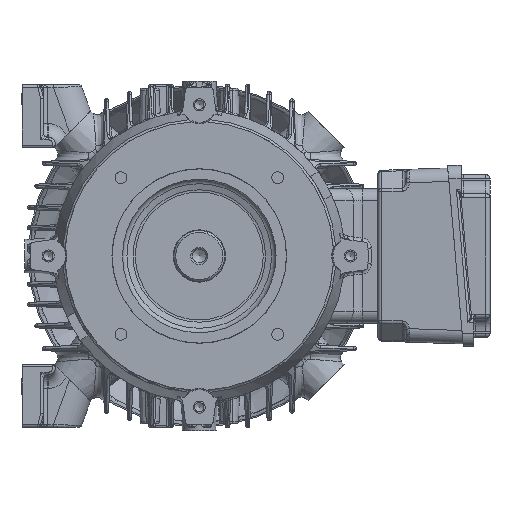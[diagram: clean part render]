
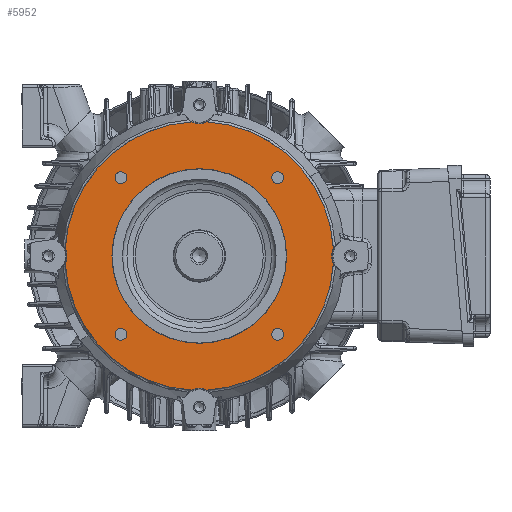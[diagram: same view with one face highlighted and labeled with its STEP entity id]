
A CAD part, left-side view. The second image highlights one B-rep face of the part: STEP entity #5952.
In plain terms, the highlighted planar face has unit normal (-1, 0, 0).
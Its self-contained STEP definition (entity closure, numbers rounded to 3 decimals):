
#5952 = ADVANCED_FACE( '', ( #13961, #13962, #13963, #13964, #13965, #13966 ), #13967, .T. );
#13961 = FACE_BOUND( '', #63563, .T. );
#13962 = FACE_BOUND( '', #63564, .T. );
#13963 = FACE_BOUND( '', #63565, .T. );
#13964 = FACE_BOUND( '', #63566, .T. );
#13965 = FACE_BOUND( '', #63567, .T. );
#13966 = FACE_OUTER_BOUND( '', #63568, .T. );
#13967 = PLANE( '', #63569 );
#63563 = EDGE_LOOP( '', ( #139333 ) );
#63564 = EDGE_LOOP( '', ( #139334 ) );
#63565 = EDGE_LOOP( '', ( #139335 ) );
#63566 = EDGE_LOOP( '', ( #139336 ) );
#63567 = EDGE_LOOP( '', ( #139337 ) );
#63568 = EDGE_LOOP( '', ( #139338, #139339, #139340, #139341, #139342, #139343, #139344, #139345 ) );
#63569 = AXIS2_PLACEMENT_3D( '', #139346, #139347, #139348 );
#139333 = ORIENTED_EDGE( '', *, *, #158159, .T. );
#139334 = ORIENTED_EDGE( '', *, *, #160563, .T. );
#139335 = ORIENTED_EDGE( '', *, *, #160564, .T. );
#139336 = ORIENTED_EDGE( '', *, *, #156050, .T. );
#139337 = ORIENTED_EDGE( '', *, *, #160565, .F. );
#139338 = ORIENTED_EDGE( '', *, *, #160566, .T. );
#139339 = ORIENTED_EDGE( '', *, *, #160208, .T. );
#139340 = ORIENTED_EDGE( '', *, *, #160567, .T. );
#139341 = ORIENTED_EDGE( '', *, *, #160568, .T. );
#139342 = ORIENTED_EDGE( '', *, *, #155526, .T. );
#139343 = ORIENTED_EDGE( '', *, *, #159358, .T. );
#139344 = ORIENTED_EDGE( '', *, *, #160569, .T. );
#139345 = ORIENTED_EDGE( '', *, *, #155743, .T. );
#139346 = CARTESIAN_POINT( '', ( -178., 65., 0. ) );
#139347 = DIRECTION( '', ( -1., 0., 0. ) );
#139348 = DIRECTION( '', ( 0., -1., 0. ) );
#155526 = EDGE_CURVE( '', #167269, #167270, #167271, .F. );
#155743 = EDGE_CURVE( '', #167647, #167644, #167648, .T. );
#156050 = EDGE_CURVE( '', #168174, #168174, #168175, .T. );
#158159 = EDGE_CURVE( '', #171587, #171587, #171588, .T. );
#159358 = EDGE_CURVE( '', #167270, #173351, #173354, .T. );
#160208 = EDGE_CURVE( '', #174550, #174548, #174551, .T. );
#160563 = EDGE_CURVE( '', #175038, #175038, #175039, .T. );
#160564 = EDGE_CURVE( '', #175040, #175040, #175041, .T. );
#160565 = EDGE_CURVE( '', #175042, #175042, #175043, .T. );
#160566 = EDGE_CURVE( '', #167644, #174550, #175044, .F. );
#160567 = EDGE_CURVE( '', #174548, #175045, #175046, .F. );
#160568 = EDGE_CURVE( '', #175045, #167269, #175047, .T. );
#160569 = EDGE_CURVE( '', #173351, #167647, #175048, .F. );
#167269 = VERTEX_POINT( '', #188028 );
#167270 = VERTEX_POINT( '', #188029 );
#167271 = CIRCLE( '', #188030, 13.996 );
#167644 = VERTEX_POINT( '', #189367 );
#167647 = VERTEX_POINT( '', #189373 );
#167648 = CIRCLE( '', #189374, 100. );
#168174 = VERTEX_POINT( '', #191819 );
#168175 = CIRCLE( '', #191820, 4.391 );
#171587 = VERTEX_POINT( '', #206176 );
#171588 = CIRCLE( '', #206177, 4.391 );
#173351 = VERTEX_POINT( '', #213984 );
#173354 = CIRCLE( '', #213990, 100. );
#174548 = VERTEX_POINT( '', #220052 );
#174550 = VERTEX_POINT( '', #220057 );
#174551 = CIRCLE( '', #220058, 100. );
#175038 = VERTEX_POINT( '', #221814 );
#175039 = CIRCLE( '', #221815, 4.391 );
#175040 = VERTEX_POINT( '', #221816 );
#175041 = CIRCLE( '', #221817, 4.391 );
#175042 = VERTEX_POINT( '', #221818 );
#175043 = CIRCLE( '', #221819, 65. );
#175044 = CIRCLE( '', #221820, 13.996 );
#175045 = VERTEX_POINT( '', #221821 );
#175046 = CIRCLE( '', #221822, 13.996 );
#175047 = CIRCLE( '', #221823, 100. );
#175048 = CIRCLE( '', #221824, 13.996 );
#188028 = CARTESIAN_POINT( '', ( -178., 5.933, -99.824 ) );
#188029 = CARTESIAN_POINT( '', ( -178., -5.933, -99.824 ) );
#188030 = AXIS2_PLACEMENT_3D( '', #247405, #247406, #247407 );
#189367 = CARTESIAN_POINT( '', ( -178., -5.933, 99.824 ) );
#189373 = CARTESIAN_POINT( '', ( -178., -99.824, 5.933 ) );
#189374 = AXIS2_PLACEMENT_3D( '', #247685, #247686, #247687 );
#191819 = CARTESIAN_POINT( '', ( -178., 62.727, -58.336 ) );
#191820 = AXIS2_PLACEMENT_3D( '', #248059, #248060, #248061 );
#206176 = CARTESIAN_POINT( '', ( -178., -58.336, -62.727 ) );
#206177 = AXIS2_PLACEMENT_3D( '', #250712, #250713, #250714 );
#213984 = CARTESIAN_POINT( '', ( -178., -99.824, -5.933 ) );
#213990 = AXIS2_PLACEMENT_3D( '', #252176, #252177, #252178 );
#220052 = CARTESIAN_POINT( '', ( -178., 99.824, 5.933 ) );
#220057 = CARTESIAN_POINT( '', ( -178., 5.933, 99.824 ) );
#220058 = AXIS2_PLACEMENT_3D( '', #253173, #253174, #253175 );
#221814 = CARTESIAN_POINT( '', ( -178., -62.727, 58.336 ) );
#221815 = AXIS2_PLACEMENT_3D( '', #253612, #253613, #253614 );
#221816 = CARTESIAN_POINT( '', ( -178., 58.336, 62.727 ) );
#221817 = AXIS2_PLACEMENT_3D( '', #253615, #253616, #253617 );
#221818 = CARTESIAN_POINT( '', ( -178., -65., 0. ) );
#221819 = AXIS2_PLACEMENT_3D( '', #253618, #253619, #253620 );
#221820 = AXIS2_PLACEMENT_3D( '', #253621, #253622, #253623 );
#221821 = CARTESIAN_POINT( '', ( -178., 99.824, -5.933 ) );
#221822 = AXIS2_PLACEMENT_3D( '', #253624, #253625, #253626 );
#221823 = AXIS2_PLACEMENT_3D( '', #253627, #253628, #253629 );
#221824 = AXIS2_PLACEMENT_3D( '', #253630, #253631, #253632 );
#247405 = CARTESIAN_POINT( '', ( -178., 0., -112.5 ) );
#247406 = DIRECTION( '', ( -1., 0., 0. ) );
#247407 = DIRECTION( '', ( 0., -1., 0. ) );
#247685 = CARTESIAN_POINT( '', ( -178., 0., 0. ) );
#247686 = DIRECTION( '', ( -1., 0., 0. ) );
#247687 = DIRECTION( '', ( 0., -1., 0. ) );
#248059 = CARTESIAN_POINT( '', ( -178., 58.336, -58.336 ) );
#248060 = DIRECTION( '', ( 1., 0., 0. ) );
#248061 = DIRECTION( '', ( 0., 1., 0. ) );
#250712 = CARTESIAN_POINT( '', ( -178., -58.336, -58.336 ) );
#250713 = DIRECTION( '', ( 1., 0., 0. ) );
#250714 = DIRECTION( '', ( 0., 0., -1. ) );
#252176 = CARTESIAN_POINT( '', ( -178., 0., 0. ) );
#252177 = DIRECTION( '', ( -1., 0., 0. ) );
#252178 = DIRECTION( '', ( 0., -1., 0. ) );
#253173 = CARTESIAN_POINT( '', ( -178., 0., 0. ) );
#253174 = DIRECTION( '', ( -1., 0., 0. ) );
#253175 = DIRECTION( '', ( 0., -1., 0. ) );
#253612 = CARTESIAN_POINT( '', ( -178., -58.336, 58.336 ) );
#253613 = DIRECTION( '', ( 1., 0., 0. ) );
#253614 = DIRECTION( '', ( 0., -1., 0. ) );
#253615 = CARTESIAN_POINT( '', ( -178., 58.336, 58.336 ) );
#253616 = DIRECTION( '', ( 1., 0., 0. ) );
#253617 = DIRECTION( '', ( 0., 0., 1. ) );
#253618 = CARTESIAN_POINT( '', ( -178., 0., 0. ) );
#253619 = DIRECTION( '', ( -1., 0., 0. ) );
#253620 = DIRECTION( '', ( 0., -1., 0. ) );
#253621 = CARTESIAN_POINT( '', ( -178., 0., 112.5 ) );
#253622 = DIRECTION( '', ( -1., 0., 0. ) );
#253623 = DIRECTION( '', ( 0., -1., 0. ) );
#253624 = CARTESIAN_POINT( '', ( -178., 112.5, 0. ) );
#253625 = DIRECTION( '', ( -1., 0., 0. ) );
#253626 = DIRECTION( '', ( 0., -1., 0. ) );
#253627 = CARTESIAN_POINT( '', ( -178., 0., 0. ) );
#253628 = DIRECTION( '', ( -1., 0., 0. ) );
#253629 = DIRECTION( '', ( 0., -1., 0. ) );
#253630 = CARTESIAN_POINT( '', ( -178., -112.5, 0. ) );
#253631 = DIRECTION( '', ( -1., 0., 0. ) );
#253632 = DIRECTION( '', ( 0., -1., 0. ) );
